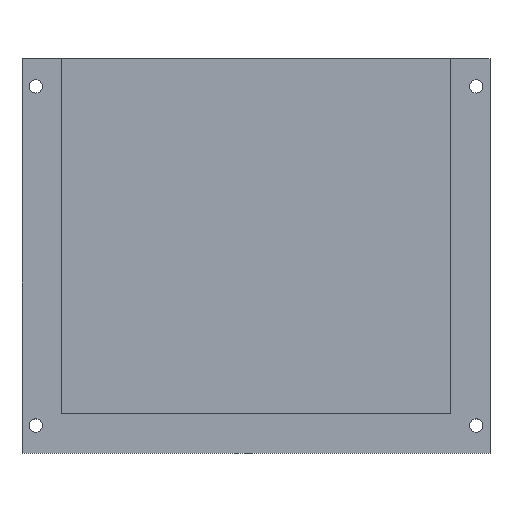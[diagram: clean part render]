
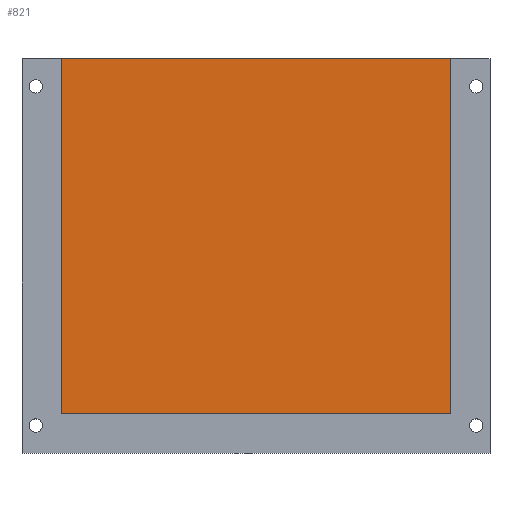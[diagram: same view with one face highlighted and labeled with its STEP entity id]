
A CAD part, top view. The second image highlights one B-rep face of the part: STEP entity #821.
In plain terms, the highlighted planar face has unit normal (0, 0, 1).
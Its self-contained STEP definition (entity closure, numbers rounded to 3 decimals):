
#21 = VERTEX_POINT ( 'NONE', #888 ) ;
#43 = CARTESIAN_POINT ( 'NONE',  ( -109., -90.25, 2. ) ) ;
#79 = CARTESIAN_POINT ( 'NONE',  ( -10., -90.25, 2. ) ) ;
#139 = ORIENTED_EDGE ( 'NONE', *, *, #968, .T. ) ;
#150 = DIRECTION ( 'NONE',  ( 0., 0., 1. ) ) ;
#153 = ORIENTED_EDGE ( 'NONE', *, *, #246, .T. ) ;
#169 = EDGE_CURVE ( 'NONE', #896, #973, #831, .T. ) ;
#246 = EDGE_CURVE ( 'NONE', #973, #21, #464, .T. ) ;
#263 = CARTESIAN_POINT ( 'NONE',  ( -10., 0., 2. ) ) ;
#280 = VECTOR ( 'NONE', #656, 1000. ) ;
#299 = VECTOR ( 'NONE', #805, 1000. ) ;
#304 = DIRECTION ( 'NONE',  ( 1., 0., 0. ) ) ;
#320 = DIRECTION ( 'NONE',  ( 1., 0., 0. ) ) ;
#383 = EDGE_CURVE ( 'NONE', #403, #896, #393, .T. ) ;
#393 = LINE ( 'NONE', #636, #280 ) ;
#403 = VERTEX_POINT ( 'NONE', #263 ) ;
#434 = CARTESIAN_POINT ( 'NONE',  ( -109., 0., 2. ) ) ;
#443 = VECTOR ( 'NONE', #450, 1000. ) ;
#450 = DIRECTION ( 'NONE',  ( 0., -1., 0. ) ) ;
#464 = LINE ( 'NONE', #79, #584 ) ;
#484 = FACE_OUTER_BOUND ( 'NONE', #796, .T. ) ;
#491 = LINE ( 'NONE', #510, #299 ) ;
#510 = CARTESIAN_POINT ( 'NONE',  ( -10., -90.25, 2. ) ) ;
#569 = CARTESIAN_POINT ( 'NONE',  ( -59.55, 108., 2. ) ) ;
#584 = VECTOR ( 'NONE', #304, 1000. ) ;
#597 = ORIENTED_EDGE ( 'NONE', *, *, #169, .T. ) ;
#620 = CARTESIAN_POINT ( 'NONE',  ( -109., -90.25, 2. ) ) ;
#636 = CARTESIAN_POINT ( 'NONE',  ( -10., 0., 2. ) ) ;
#656 = DIRECTION ( 'NONE',  ( -1., 0., 0. ) ) ;
#796 = EDGE_LOOP ( 'NONE', ( #139, #960, #597, #153 ) ) ;
#805 = DIRECTION ( 'NONE',  ( 0., 1., 0. ) ) ;
#821 = ADVANCED_FACE ( 'NONE', ( #484 ), #934, .T. ) ;
#831 = LINE ( 'NONE', #620, #443 ) ;
#888 = CARTESIAN_POINT ( 'NONE',  ( -10., -90.25, 2. ) ) ;
#896 = VERTEX_POINT ( 'NONE', #434 ) ;
#922 = AXIS2_PLACEMENT_3D ( 'NONE', #569, #150, #320 ) ;
#934 = PLANE ( 'NONE',  #922 ) ;
#960 = ORIENTED_EDGE ( 'NONE', *, *, #383, .T. ) ;
#968 = EDGE_CURVE ( 'NONE', #21, #403, #491, .T. ) ;
#973 = VERTEX_POINT ( 'NONE', #43 ) ;
